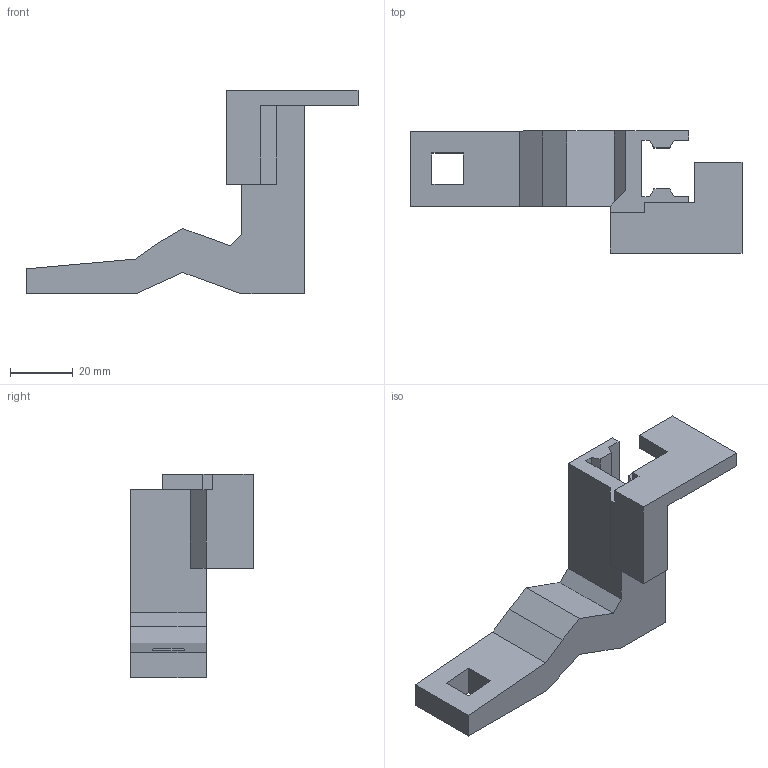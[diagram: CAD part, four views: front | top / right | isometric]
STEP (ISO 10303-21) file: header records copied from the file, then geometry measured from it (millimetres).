
FILE_DESCRIPTION (( 'STEP AP214' ), '1' );
FILE_NAME ('Gripper_left^industry_robot_arm_3.STEP', '2024-07-02T05:43:06', ( '' ), ( '' ), 'SwSTEP 2.0', 'SolidWorks 2022', '' );
FILE_SCHEMA (( 'AUTOMOTIVE_DESIGN' ));
Length unit declared in the file: millimetre
Products named in the file (1): Gripper_left^industry_robot_arm_3
Bounding box: 105.79 x 39 x 65 mm (x, y, z)
Volume: 41744.5 mm3; surface area: 16180.4 mm2
Topology: 1 solids, 1 shells, 45 faces, 128 edges, 85 vertices
Faces by surface type: plane 45
Entity records: 1472 total; most frequent: CARTESIAN_POINT 259, ORIENTED_EDGE 256, DIRECTION 220, VECTOR 128, LINE 128, EDGE_CURVE 128, VERTEX_POINT 85, EDGE_LOOP 47
